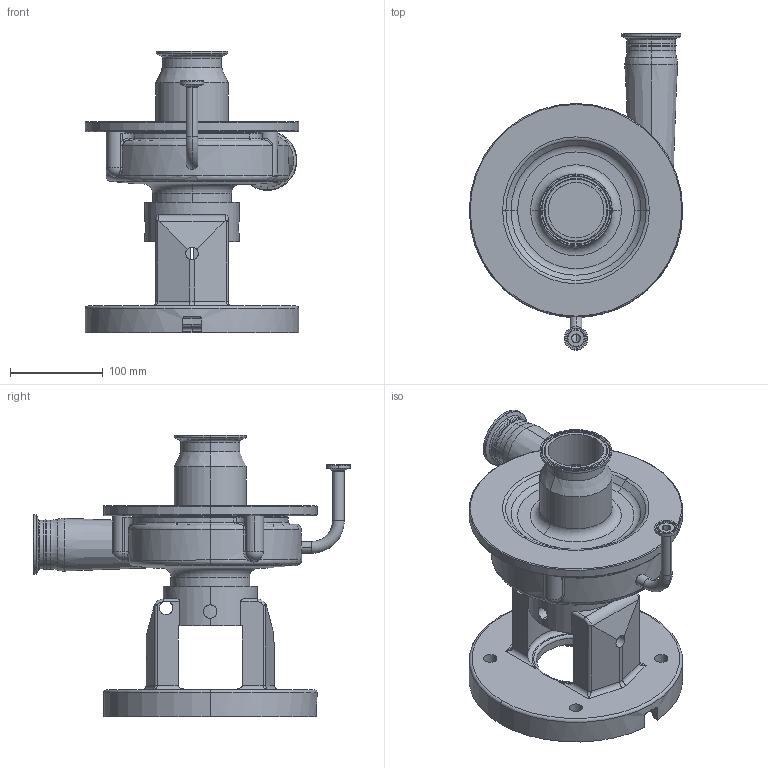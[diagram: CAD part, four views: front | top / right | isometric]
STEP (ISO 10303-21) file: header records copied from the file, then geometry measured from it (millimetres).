
FILE_DESCRIPTION (( 'STEP AP214' ), '1' );
FILE_NAME ('FPX 3521-3522 180TC VERTICAL 1-2 IN ELBOW FRONT.STEP', '2022-12-19T16:53:13', ( '' ), ( '' ), 'SwSTEP 2.0', 'SolidWorks 2021', '' );
FILE_SCHEMA (( 'AUTOMOTIVE_DESIGN' ));
Length unit declared in the file: millimetre
Products named in the file (2): FPX 3521-3522 180TC VERTICAL 1-2 IN ELBOW FRONT; FPX 352 180TC VERT 1-2 In ELBOW FRONT^1275000088.STEP
Assembly tree (1 placements, depth 2):
  FPX 3521-3522 180TC VERTICAL 1-2 IN ELBOW FRONT
    FPX 352 180TC VERT 1-2 In ELBOW FRONT^1275000088.STEP
Bounding box: 230 x 340.7 x 303.5 mm (x, y, z)
Volume: 3167092.2 mm3; surface area: 451890 mm2
Topology: 1 solids, 3 shells, 509 faces, 1235 edges, 722 vertices
Faces by surface type: cylinder 185, torus 142, plane 79, bspline 55, cone 31, sphere 17
Entity records: 24265 total; most frequent: CARTESIAN_POINT 12527, DIRECTION 2595, ORIENTED_EDGE 2436, EDGE_CURVE 1218, AXIS2_PLACEMENT_3D 1128, VERTEX_POINT 718, CIRCLE 670, EDGE_LOOP 544
